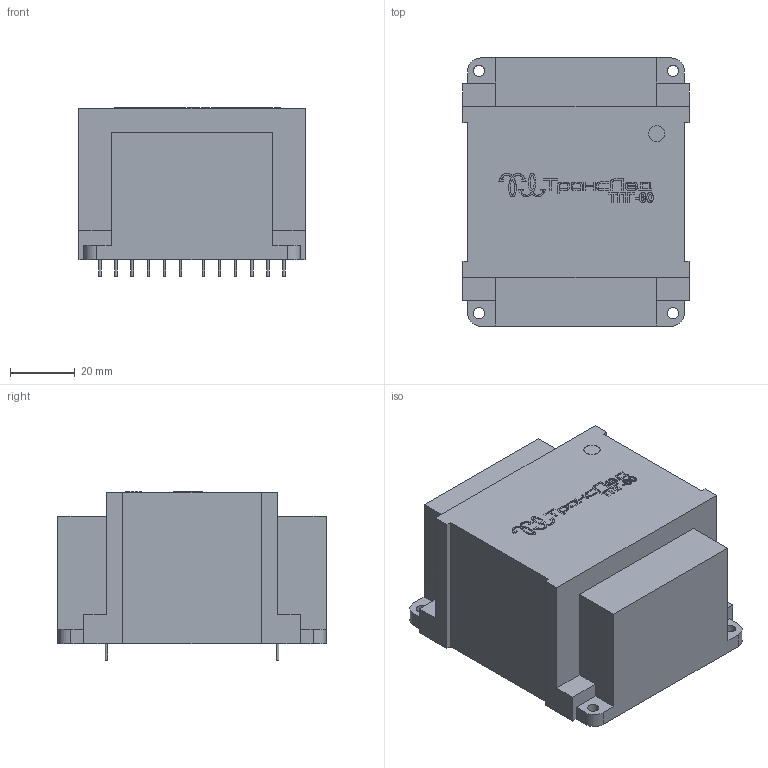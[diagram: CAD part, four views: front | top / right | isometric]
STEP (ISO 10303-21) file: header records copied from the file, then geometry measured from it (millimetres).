
FILE_DESCRIPTION(/* description */ (''),/* implementation_level */ '2;1');
FILE_NAME(/* name */ 'TPG-60 v3.step',/* time_stamp */ '2022-11-25T02:43:59+03:00',/* author */ (''),/* organization */ (''),/* preprocessor_version */ 'ST-DEVELOPER v19.2',/* originating_system */ 'Autodesk Translation Framework v11.17.0.187',/* authorisation */ '');
FILE_SCHEMA (('AUTOMOTIVE_DESIGN { 1 0 10303 214 3 1 1 }'));
Length unit declared in the file: millimetre
Products named in the file (1): TPG-60
Bounding box: 70 x 83 x 52.05 mm (x, y, z)
Volume: 228601.8 mm3; surface area: 26339.3 mm2
Topology: 49 solids, 49 shells, 689 faces, 1770 edges, 1180 vertices
Faces by surface type: plane 381, bspline 273, cylinder 35
Full cylindrical faces by diameter (mm): 0.8 x24, 3.5 x4, 5 x1
Entity records: 22206 total; most frequent: CARTESIAN_POINT 7593, ORIENTED_EDGE 3540, DIRECTION 2148, EDGE_CURVE 1770, VERTEX_POINT 1180, LINE 1154, VECTOR 1154, EDGE_LOOP 714
